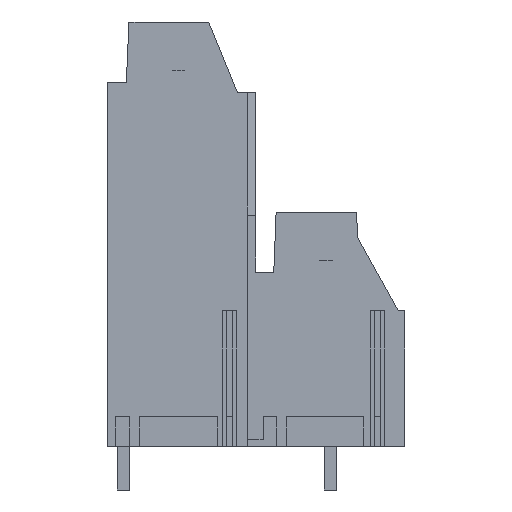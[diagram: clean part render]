
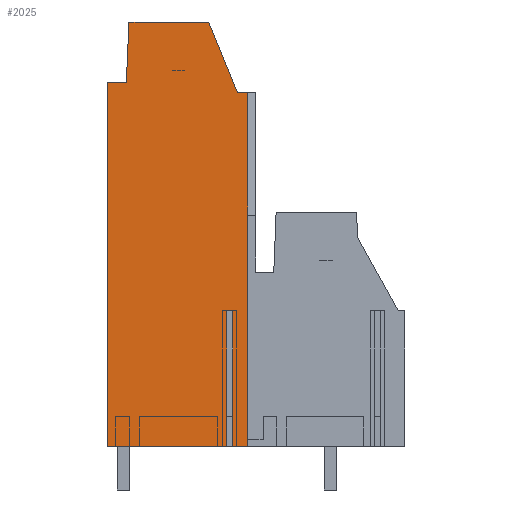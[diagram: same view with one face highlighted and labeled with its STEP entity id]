
A CAD part, left-side view. The second image highlights one B-rep face of the part: STEP entity #2025.
In plain terms, the highlighted planar face has unit normal (-1, 0, 0).
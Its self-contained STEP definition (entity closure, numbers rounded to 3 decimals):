
#1959=AXIS2_PLACEMENT_3D('Plane Axis2P3D',#1956,#1957,#1958) ;
#1159=CARTESIAN_POINT('Line Origine',(0.,12.12,3.2)) ;
#1163=CARTESIAN_POINT('Vertex',(0.,11.574,3.2)) ;
#1165=CARTESIAN_POINT('Vertex',(0.,12.665,3.2)) ;
#1214=CARTESIAN_POINT('Vertex',(0.,13.115,3.2)) ;
#1217=CARTESIAN_POINT('Line Origine',(0.,17.528,3.2)) ;
#1221=CARTESIAN_POINT('Vertex',(0.,21.94,3.2)) ;
#1730=CARTESIAN_POINT('Vertex',(0.,11.574,29.26)) ;
#1733=CARTESIAN_POINT('Line Origine',(0.,11.574,16.23)) ;
#1939=CARTESIAN_POINT('Vertex',(0.,12.337,29.26)) ;
#1942=CARTESIAN_POINT('Line Origine',(0.,11.956,29.26)) ;
#1956=CARTESIAN_POINT('Axis2P3D Location',(0.,11.,17.2)) ;
#1962=CARTESIAN_POINT('Control Point',(0.,20.328,34.47)) ;
#1963=CARTESIAN_POINT('Control Point',(0.,20.521,30.05)) ;
#1964=CARTESIAN_POINT('Vertex',(0.,20.328,34.47)) ;
#1966=CARTESIAN_POINT('Vertex',(0.,20.521,30.05)) ;
#1969=CARTESIAN_POINT('Line Origine',(0.,16.853,30.05)) ;
#1973=CARTESIAN_POINT('Vertex',(0.,21.94,30.05)) ;
#1976=CARTESIAN_POINT('Line Origine',(0.,21.94,34.47)) ;
#1981=CARTESIAN_POINT('Line Origine',(0.,13.115,34.47)) ;
#1985=CARTESIAN_POINT('Vertex',(0.,13.115,13.2)) ;
#1988=CARTESIAN_POINT('Line Origine',(0.,16.853,13.2)) ;
#1992=CARTESIAN_POINT('Vertex',(0.,12.665,13.2)) ;
#1995=CARTESIAN_POINT('Line Origine',(0.,12.665,34.47)) ;
#2001=CARTESIAN_POINT('Control Point',(0.,12.337,29.26)) ;
#2002=CARTESIAN_POINT('Control Point',(0.,14.449,34.47)) ;
#2003=CARTESIAN_POINT('Vertex',(0.,14.449,34.47)) ;
#2006=CARTESIAN_POINT('Line Origine',(0.,16.853,34.47)) ;
#1160=DIRECTION('Vector Direction',(0.,1.,0.)) ;
#1218=DIRECTION('Vector Direction',(0.,1.,0.)) ;
#1734=DIRECTION('Vector Direction',(0.,0.,-1.)) ;
#1943=DIRECTION('Vector Direction',(0.,1.,0.)) ;
#1957=DIRECTION('Axis2P3D Direction',(1.,0.,0.)) ;
#1958=DIRECTION('Axis2P3D XDirection',(0.,1.,0.)) ;
#1970=DIRECTION('Vector Direction',(0.,1.,0.)) ;
#1977=DIRECTION('Vector Direction',(0.,0.,1.)) ;
#1982=DIRECTION('Vector Direction',(0.,0.,1.)) ;
#1989=DIRECTION('Vector Direction',(0.,1.,0.)) ;
#1996=DIRECTION('Vector Direction',(0.,0.,1.)) ;
#2007=DIRECTION('Vector Direction',(0.,1.,0.)) ;
#1161=VECTOR('Line Direction',#1160,1.) ;
#1219=VECTOR('Line Direction',#1218,1.) ;
#1735=VECTOR('Line Direction',#1734,1.) ;
#1944=VECTOR('Line Direction',#1943,1.) ;
#1971=VECTOR('Line Direction',#1970,1.) ;
#1978=VECTOR('Line Direction',#1977,1.) ;
#1983=VECTOR('Line Direction',#1982,1.) ;
#1990=VECTOR('Line Direction',#1989,1.) ;
#1997=VECTOR('Line Direction',#1996,1.) ;
#2008=VECTOR('Line Direction',#2007,1.) ;
#2012=ORIENTED_EDGE('',*,*,#1968,.T.) ;
#2013=ORIENTED_EDGE('',*,*,#1975,.T.) ;
#2014=ORIENTED_EDGE('',*,*,#1980,.T.) ;
#2015=ORIENTED_EDGE('',*,*,#1223,.F.) ;
#2016=ORIENTED_EDGE('',*,*,#1987,.T.) ;
#2017=ORIENTED_EDGE('',*,*,#1994,.T.) ;
#2018=ORIENTED_EDGE('',*,*,#1999,.F.) ;
#2019=ORIENTED_EDGE('',*,*,#1167,.F.) ;
#2020=ORIENTED_EDGE('',*,*,#1737,.F.) ;
#2021=ORIENTED_EDGE('',*,*,#1946,.T.) ;
#2022=ORIENTED_EDGE('',*,*,#2005,.T.) ;
#2023=ORIENTED_EDGE('',*,*,#2010,.T.) ;
#2025=ADVANCED_FACE('housing',(#2024),#1960,.F.) ;
#1961=B_SPLINE_CURVE_WITH_KNOTS('',1,(#1962,#1963),.UNSPECIFIED.,.F.,.U.,(2,2),(-2.212,2.212),.UNSPECIFIED.) ;
#2000=B_SPLINE_CURVE_WITH_KNOTS('',1,(#2001,#2002),.UNSPECIFIED.,.F.,.U.,(2,2),(-2.811,2.811),.UNSPECIFIED.) ;
#1167=EDGE_CURVE('',#1164,#1166,#1162,.T.) ;
#1223=EDGE_CURVE('',#1215,#1222,#1220,.T.) ;
#1737=EDGE_CURVE('',#1731,#1164,#1736,.T.) ;
#1946=EDGE_CURVE('',#1731,#1940,#1945,.T.) ;
#1968=EDGE_CURVE('',#1965,#1967,#1961,.T.) ;
#1975=EDGE_CURVE('',#1967,#1974,#1972,.T.) ;
#1980=EDGE_CURVE('',#1974,#1222,#1979,.F.) ;
#1987=EDGE_CURVE('',#1215,#1986,#1984,.T.) ;
#1994=EDGE_CURVE('',#1986,#1993,#1991,.F.) ;
#1999=EDGE_CURVE('',#1166,#1993,#1998,.T.) ;
#2005=EDGE_CURVE('',#1940,#2004,#2000,.T.) ;
#2010=EDGE_CURVE('',#2004,#1965,#2009,.T.) ;
#2011=EDGE_LOOP('',(#2012,#2013,#2014,#2015,#2016,#2017,#2018,#2019,#2020,#2021,#2022,#2023)) ;
#2024=FACE_OUTER_BOUND('',#2011,.T.) ;
#1162=LINE('Line',#1159,#1161) ;
#1220=LINE('Line',#1217,#1219) ;
#1736=LINE('Line',#1733,#1735) ;
#1945=LINE('Line',#1942,#1944) ;
#1972=LINE('Line',#1969,#1971) ;
#1979=LINE('Line',#1976,#1978) ;
#1984=LINE('Line',#1981,#1983) ;
#1991=LINE('Line',#1988,#1990) ;
#1998=LINE('Line',#1995,#1997) ;
#2009=LINE('Line',#2006,#2008) ;
#1960=PLANE('',#1959) ;
#1164=VERTEX_POINT('',#1163) ;
#1166=VERTEX_POINT('',#1165) ;
#1215=VERTEX_POINT('',#1214) ;
#1222=VERTEX_POINT('',#1221) ;
#1731=VERTEX_POINT('',#1730) ;
#1940=VERTEX_POINT('',#1939) ;
#1965=VERTEX_POINT('',#1964) ;
#1967=VERTEX_POINT('',#1966) ;
#1974=VERTEX_POINT('',#1973) ;
#1986=VERTEX_POINT('',#1985) ;
#1993=VERTEX_POINT('',#1992) ;
#2004=VERTEX_POINT('',#2003) ;
